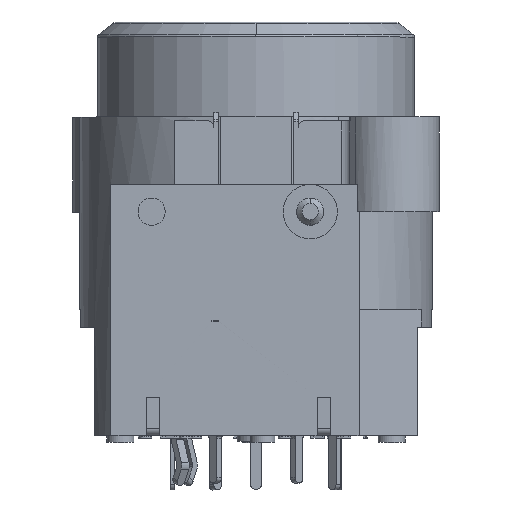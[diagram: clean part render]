
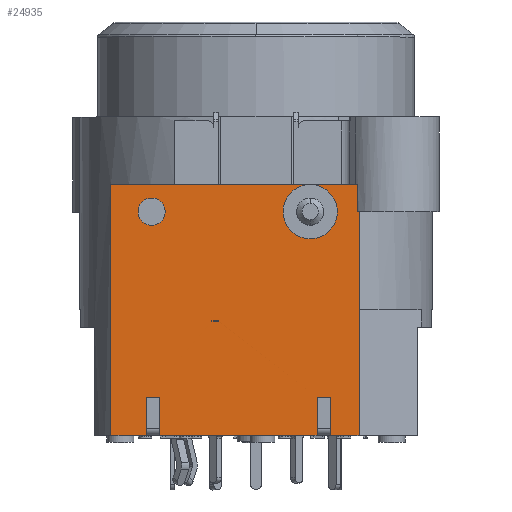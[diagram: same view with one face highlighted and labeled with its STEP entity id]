
A CAD part, top view. The second image highlights one B-rep face of the part: STEP entity #24935.
In plain terms, the highlighted planar face has unit normal (0, 0, 1).
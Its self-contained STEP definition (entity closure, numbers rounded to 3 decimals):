
#1142=DIRECTION('',(1.,0.,0.));
#1143=VECTOR('',#1142,11.6);
#1144=CARTESIAN_POINT('',(-7.1,-30.5,14.5));
#1145=LINE('',#1144,#1143);
#1146=DIRECTION('',(1.,0.,0.));
#1147=VECTOR('',#1146,2.1);
#1148=CARTESIAN_POINT('',(5.5,-30.5,14.5));
#1149=LINE('',#1148,#1147);
#1188=DIRECTION('',(1.,0.,0.));
#1189=VECTOR('',#1188,2.6);
#1190=CARTESIAN_POINT('',(-10.7,-30.5,14.5));
#1191=LINE('',#1190,#1189);
#5262=CARTESIAN_POINT('',(-7.7,-14.,14.5));
#5263=DIRECTION('',(0.,0.,1.));
#5264=DIRECTION('',(0.,1.,0.));
#5265=AXIS2_PLACEMENT_3D('',#5262,#5263,#5264);
#5267=CARTESIAN_POINT('',(-7.7,-14.,14.5));
#5268=DIRECTION('',(0.,0.,1.));
#5269=DIRECTION('',(0.,-1.,0.));
#5270=AXIS2_PLACEMENT_3D('',#5267,#5268,#5269);
#5272=CARTESIAN_POINT('',(4.,-14.,14.5));
#5273=DIRECTION('',(0.,0.,1.));
#5274=DIRECTION('',(0.,1.,0.));
#5275=AXIS2_PLACEMENT_3D('',#5272,#5273,#5274);
#5277=CARTESIAN_POINT('',(4.,-14.,14.5));
#5278=DIRECTION('',(0.,0.,1.));
#5279=DIRECTION('',(0.,-1.,0.));
#5280=AXIS2_PLACEMENT_3D('',#5277,#5278,#5279);
#5282=DIRECTION('',(0.,-1.,0.));
#5283=VECTOR('',#5282,2.);
#5284=CARTESIAN_POINT('',(7.5,-12.,14.5));
#5285=LINE('',#5284,#5283);
#5286=DIRECTION('',(1.,0.,0.));
#5287=VECTOR('',#5286,0.1);
#5288=CARTESIAN_POINT('',(7.5,-14.,14.5));
#5289=LINE('',#5288,#5287);
#5290=DIRECTION('',(0.,-1.,0.));
#5291=VECTOR('',#5290,16.5);
#5292=CARTESIAN_POINT('',(7.6,-14.,14.5));
#5293=LINE('',#5292,#5291);
#5312=DIRECTION('',(1.,0.,0.));
#5313=VECTOR('',#5312,0.5);
#5314=CARTESIAN_POINT('',(-3.251,-22.061,14.5));
#5315=LINE('',#5314,#5313);
#5316=CARTESIAN_POINT('',(-2.751,-22.061,14.5));
#5317=CARTESIAN_POINT('',(-2.751,-22.065,14.5));
#5318=CARTESIAN_POINT('',(-2.751,-22.074,
14.5));
#5319=CARTESIAN_POINT('',(-2.751,-22.087,
14.501));
#5320=CARTESIAN_POINT('',(-2.751,-22.096,
14.498));
#5321=CARTESIAN_POINT('',(-2.751,-22.1,14.498));
#5323=DIRECTION('',(-1.,0.,0.));
#5324=VECTOR('',#5323,0.5);
#5325=CARTESIAN_POINT('',(-2.751,-22.1,14.498));
#5326=LINE('',#5325,#5324);
#5327=CARTESIAN_POINT('',(-3.251,-22.1,14.498));
#5328=CARTESIAN_POINT('',(-3.251,-22.096,
14.498));
#5329=CARTESIAN_POINT('',(-3.251,-22.087,
14.501));
#5330=CARTESIAN_POINT('',(-3.251,-22.074,
14.5));
#5331=CARTESIAN_POINT('',(-3.251,-22.065,14.5));
#5332=CARTESIAN_POINT('',(-3.251,-22.061,14.5));
#5334=DIRECTION('',(0.,-1.,0.));
#5335=VECTOR('',#5334,2.8);
#5336=CARTESIAN_POINT('',(-7.1,-27.7,14.5));
#5337=LINE('',#5336,#5335);
#5355=DIRECTION('',(0.,1.,0.));
#5356=VECTOR('',#5355,2.8);
#5357=CARTESIAN_POINT('',(-8.1,-30.5,14.5));
#5358=LINE('',#5357,#5356);
#5372=DIRECTION('',(1.,0.,0.));
#5373=VECTOR('',#5372,1.);
#5374=CARTESIAN_POINT('',(-8.1,-27.7,14.5));
#5375=LINE('',#5374,#5373);
#5384=DIRECTION('',(0.,-1.,0.));
#5385=VECTOR('',#5384,18.5);
#5386=CARTESIAN_POINT('',(-10.7,-12.,14.5));
#5387=LINE('',#5386,#5385);
#5800=DIRECTION('',(-1.,0.,0.));
#5801=VECTOR('',#5800,3.5);
#5802=CARTESIAN_POINT('',(7.5,-12.,14.5));
#5803=LINE('',#5802,#5801);
#5804=DIRECTION('',(-1.,0.,0.));
#5805=VECTOR('',#5804,14.7);
#5806=CARTESIAN_POINT('',(4.,-12.,14.5));
#5807=LINE('',#5806,#5805);
#12794=DIRECTION('',(0.,-1.,0.));
#12795=VECTOR('',#12794,2.8);
#12796=CARTESIAN_POINT('',(5.5,-27.7,14.5));
#12797=LINE('',#12796,#12795);
#12815=DIRECTION('',(0.,1.,0.));
#12816=VECTOR('',#12815,2.8);
#12817=CARTESIAN_POINT('',(4.5,-30.5,14.5));
#12818=LINE('',#12817,#12816);
#12832=DIRECTION('',(1.,0.,0.));
#12833=VECTOR('',#12832,1.);
#12834=CARTESIAN_POINT('',(4.5,-27.7,14.5));
#12835=LINE('',#12834,#12833);
#13668=CARTESIAN_POINT('',(5.5,-30.5,14.5));
#13669=CARTESIAN_POINT('',(4.5,-30.5,14.5));
#13670=VERTEX_POINT('',#13668);
#13671=VERTEX_POINT('',#13669);
#13672=CARTESIAN_POINT('',(7.6,-30.5,14.5));
#13673=VERTEX_POINT('',#13672);
#13690=CARTESIAN_POINT('',(-10.7,-30.5,14.5));
#13691=VERTEX_POINT('',#13690);
#13692=CARTESIAN_POINT('',(-8.1,-30.5,14.5));
#13693=VERTEX_POINT('',#13692);
#13694=CARTESIAN_POINT('',(-7.1,-30.5,14.5));
#13695=VERTEX_POINT('',#13694);
#14476=CARTESIAN_POINT('',(4.5,-27.7,14.5));
#14477=VERTEX_POINT('',#14476);
#14480=CARTESIAN_POINT('',(-7.1,-27.7,14.5));
#14481=VERTEX_POINT('',#14480);
#14482=CARTESIAN_POINT('',(-8.1,-27.7,14.5));
#14483=VERTEX_POINT('',#14482);
#14484=CARTESIAN_POINT('',(-10.7,-12.,14.5));
#14485=VERTEX_POINT('',#14484);
#14486=CARTESIAN_POINT('',(4.,-12.,14.5));
#14487=VERTEX_POINT('',#14486);
#14488=CARTESIAN_POINT('',(4.,-16.,14.5));
#14489=VERTEX_POINT('',#14488);
#14490=CARTESIAN_POINT('',(7.5,-12.,14.5));
#14491=VERTEX_POINT('',#14490);
#14492=CARTESIAN_POINT('',(7.5,-14.,14.5));
#14493=VERTEX_POINT('',#14492);
#14494=CARTESIAN_POINT('',(7.6,-14.,14.5));
#14495=VERTEX_POINT('',#14494);
#14496=CARTESIAN_POINT('',(5.5,-27.7,14.5));
#14497=VERTEX_POINT('',#14496);
#14498=CARTESIAN_POINT('',(-2.751,-22.1,14.498));
#14499=CARTESIAN_POINT('',(-3.251,-22.1,14.498));
#14500=VERTEX_POINT('',#14498);
#14501=VERTEX_POINT('',#14499);
#14502=CARTESIAN_POINT('',(-7.7,-13.,14.5));
#14503=CARTESIAN_POINT('',(-7.7,-15.,14.5));
#14504=VERTEX_POINT('',#14502);
#14505=VERTEX_POINT('',#14503);
#17250=CARTESIAN_POINT('',(-3.251,-22.061,14.5));
#17251=CARTESIAN_POINT('',(-2.751,-22.061,14.5));
#17252=VERTEX_POINT('',#17250);
#17253=VERTEX_POINT('',#17251);
#24881=CARTESIAN_POINT('',(7.5,-12.,14.5));
#24882=DIRECTION('',(0.,0.,1.));
#24883=DIRECTION('',(-1.,0.,0.));
#24884=AXIS2_PLACEMENT_3D('',#24881,#24882,#24883);
#24885=PLANE('',#24884);
#24886=ORIENTED_EDGE('',*,*,#17600,.F.);
#24888=ORIENTED_EDGE('',*,*,#24887,.F.);
#24890=ORIENTED_EDGE('',*,*,#24889,.F.);
#24892=ORIENTED_EDGE('',*,*,#24891,.F.);
#24893=ORIENTED_EDGE('',*,*,#17624,.F.);
#24895=ORIENTED_EDGE('',*,*,#24894,.F.);
#24897=ORIENTED_EDGE('',*,*,#24896,.F.);
#24899=ORIENTED_EDGE('',*,*,#24898,.T.);
#24901=ORIENTED_EDGE('',*,*,#24900,.T.);
#24903=ORIENTED_EDGE('',*,*,#24902,.F.);
#24905=ORIENTED_EDGE('',*,*,#24904,.T.);
#24907=ORIENTED_EDGE('',*,*,#24906,.T.);
#24909=ORIENTED_EDGE('',*,*,#24908,.T.);
#24910=ORIENTED_EDGE('',*,*,#17604,.F.);
#24912=ORIENTED_EDGE('',*,*,#24911,.F.);
#24914=ORIENTED_EDGE('',*,*,#24913,.F.);
#24916=ORIENTED_EDGE('',*,*,#24915,.F.);
#24917=EDGE_LOOP('',(#24886,#24888,#24890,#24892,#24893,#24895,#24897,#24899,
#24901,#24903,#24905,#24907,#24909,#24910,#24912,#24914,#24916));
#24918=FACE_OUTER_BOUND('',#24917,.F.);
#24920=ORIENTED_EDGE('',*,*,#24919,.F.);
#24922=ORIENTED_EDGE('',*,*,#24921,.F.);
#24924=ORIENTED_EDGE('',*,*,#24923,.F.);
#24926=ORIENTED_EDGE('',*,*,#24925,.F.);
#24927=EDGE_LOOP('',(#24920,#24922,#24924,#24926));
#24928=FACE_BOUND('',#24927,.F.);
#24930=ORIENTED_EDGE('',*,*,#24929,.T.);
#24932=ORIENTED_EDGE('',*,*,#24931,.T.);
#24933=EDGE_LOOP('',(#24930,#24932));
#24934=FACE_BOUND('',#24933,.F.);
#5266=CIRCLE('',#5265,1.);
#5271=CIRCLE('',#5270,1.);
#5276=CIRCLE('',#5275,2.);
#5281=CIRCLE('',#5280,2.);
#5322=B_SPLINE_CURVE_WITH_KNOTS('',3,(#5316,#5317,#5318,#5319,#5320,#5321),
.UNSPECIFIED.,.F.,.F.,(4,1,1,4),(0.,0.333,0.667,1.),
.UNSPECIFIED.);
#5333=B_SPLINE_CURVE_WITH_KNOTS('',3,(#5327,#5328,#5329,#5330,#5331,#5332),
.UNSPECIFIED.,.F.,.F.,(4,1,1,4),(0.,0.333,0.667,1.),
.UNSPECIFIED.);
#17600=EDGE_CURVE('',#13695,#13671,#1145,.T.);
#17604=EDGE_CURVE('',#13670,#13673,#1149,.T.);
#17624=EDGE_CURVE('',#13691,#13693,#1191,.T.);
#24887=EDGE_CURVE('',#14481,#13695,#5337,.T.);
#24889=EDGE_CURVE('',#14483,#14481,#5375,.T.);
#24891=EDGE_CURVE('',#13693,#14483,#5358,.T.);
#24894=EDGE_CURVE('',#14485,#13691,#5387,.T.);
#24896=EDGE_CURVE('',#14487,#14485,#5807,.T.);
#24898=EDGE_CURVE('',#14487,#14489,#5276,.T.);
#24900=EDGE_CURVE('',#14489,#14487,#5281,.T.);
#24902=EDGE_CURVE('',#14491,#14487,#5803,.T.);
#24904=EDGE_CURVE('',#14491,#14493,#5285,.T.);
#24906=EDGE_CURVE('',#14493,#14495,#5289,.T.);
#24908=EDGE_CURVE('',#14495,#13673,#5293,.T.);
#24911=EDGE_CURVE('',#14497,#13670,#12797,.T.);
#24913=EDGE_CURVE('',#14477,#14497,#12835,.T.);
#24915=EDGE_CURVE('',#13671,#14477,#12818,.T.);
#24919=EDGE_CURVE('',#17253,#14500,#5322,.T.);
#24921=EDGE_CURVE('',#17252,#17253,#5315,.T.);
#24923=EDGE_CURVE('',#14501,#17252,#5333,.T.);
#24925=EDGE_CURVE('',#14500,#14501,#5326,.T.);
#24929=EDGE_CURVE('',#14504,#14505,#5266,.T.);
#24931=EDGE_CURVE('',#14505,#14504,#5271,.T.);
#24935=ADVANCED_FACE('',(#24918,#24928,#24934),#24885,.T.);
